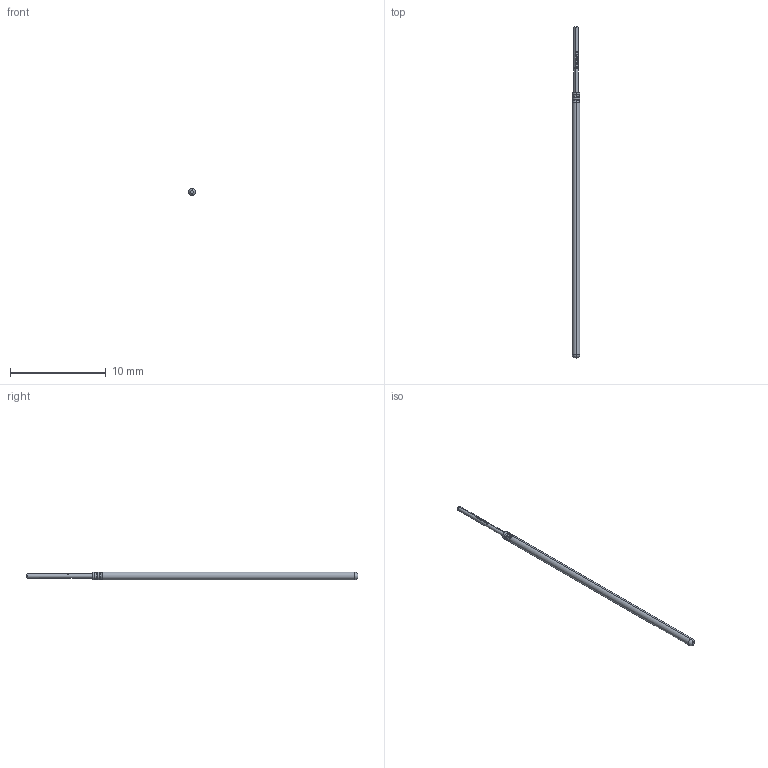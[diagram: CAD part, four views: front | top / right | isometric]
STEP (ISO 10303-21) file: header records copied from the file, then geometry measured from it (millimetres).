
FILE_DESCRIPTION (( 'STEP AP203' ), '1' );
FILE_NAME ('INGUN_GKS-550_360_050_A_xx00.STEP', '2021-12-20T10:29:21', ( 'ochi' ), ( '' ), 'SwSTEP 2.0', 'SolidWorks 2018', '' );
FILE_SCHEMA (( 'CONFIG_CONTROL_DESIGN' ));
Length unit declared in the file: millimetre
Products named in the file (1): INGUN_GKS-550_360_050_A_xx00
Bounding box: 0.78 x 34.6 x 0.78 mm (x, y, z)
Volume: 14.2 mm3; surface area: 78.3 mm2
Topology: 1 solids, 1 shells, 127 faces, 326 edges, 203 vertices
Faces by surface type: plane 52, bspline 38, cylinder 27, torus 10
Entity records: 4819 total; most frequent: CARTESIAN_POINT 2241, ORIENTED_EDGE 652, EDGE_CURVE 326, DIRECTION 314, VERTEX_POINT 203, B_SPLINE_CURVE_WITH_KNOTS 192, EDGE_LOOP 129, FACE_OUTER_BOUND 127
